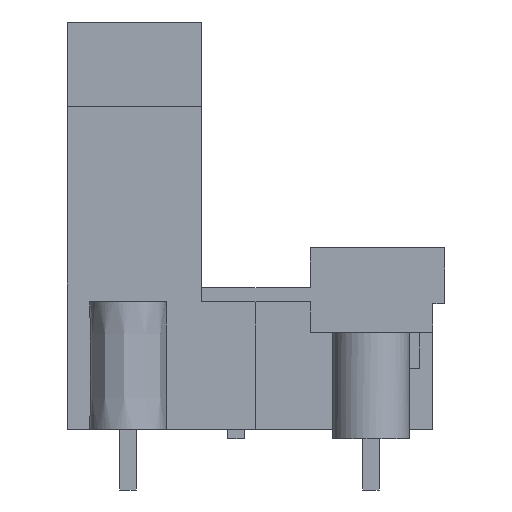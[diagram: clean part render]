
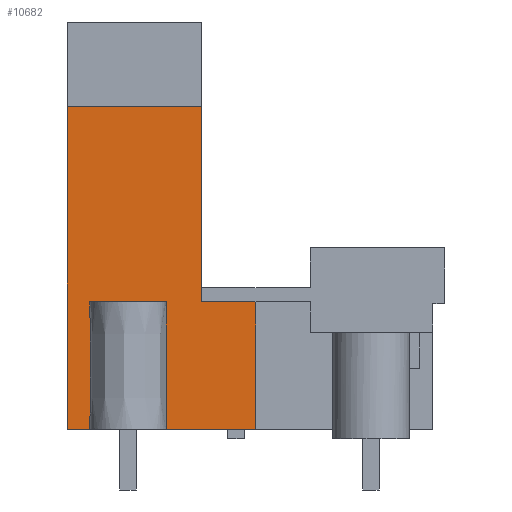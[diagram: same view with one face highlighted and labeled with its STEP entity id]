
A CAD part, left-side view. The second image highlights one B-rep face of the part: STEP entity #10682.
In plain terms, the highlighted planar face has unit normal (-1, 0, 0).
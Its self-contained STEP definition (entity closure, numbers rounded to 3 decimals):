
#10631=AXIS2_PLACEMENT_3D('Plane Axis2P3D',#10628,#10629,#10630) ;
#3735=CARTESIAN_POINT('Line Origine',(3.84,22.779,3.8)) ;
#3739=CARTESIAN_POINT('Vertex',(3.84,23.67,3.8)) ;
#3741=CARTESIAN_POINT('Vertex',(3.84,21.887,3.8)) ;
#3937=CARTESIAN_POINT('Vertex',(3.84,11.84,3.8)) ;
#3940=CARTESIAN_POINT('Line Origine',(3.84,14.846,3.8)) ;
#3944=CARTESIAN_POINT('Vertex',(3.84,17.853,3.8)) ;
#10143=CARTESIAN_POINT('Vertex',(3.84,15.24,12.7)) ;
#10173=CARTESIAN_POINT('Line Origine',(3.84,15.24,12.25)) ;
#10177=CARTESIAN_POINT('Vertex',(3.84,15.24,11.8)) ;
#10201=CARTESIAN_POINT('Vertex',(3.84,11.84,11.8)) ;
#10218=CARTESIAN_POINT('Line Origine',(3.84,13.54,11.8)) ;
#10466=CARTESIAN_POINT('Line Origine',(3.84,23.67,13.93)) ;
#10470=CARTESIAN_POINT('Vertex',(3.84,23.67,24.06)) ;
#10628=CARTESIAN_POINT('Axis2P3D Location',(3.84,23.67,3.2)) ;
#10633=CARTESIAN_POINT('Line Origine',(3.84,15.24,18.38)) ;
#10637=CARTESIAN_POINT('Vertex',(3.84,15.24,24.06)) ;
#10640=CARTESIAN_POINT('Line Origine',(3.84,19.455,24.06)) ;
#10645=CARTESIAN_POINT('Line Origine',(3.84,21.887,7.8)) ;
#10649=CARTESIAN_POINT('Vertex',(3.84,21.887,11.8)) ;
#10652=CARTESIAN_POINT('Line Origine',(3.84,19.87,11.8)) ;
#10656=CARTESIAN_POINT('Vertex',(3.84,17.853,11.8)) ;
#10659=CARTESIAN_POINT('Line Origine',(3.84,17.853,7.8)) ;
#10664=CARTESIAN_POINT('Line Origine',(3.84,11.84,7.8)) ;
#3736=DIRECTION('Vector Direction',(0.,-1.,0.)) ;
#3941=DIRECTION('Vector Direction',(0.,-1.,0.)) ;
#10174=DIRECTION('Vector Direction',(0.,0.,-1.)) ;
#10219=DIRECTION('Vector Direction',(0.,1.,0.)) ;
#10467=DIRECTION('Vector Direction',(0.,0.,1.)) ;
#10629=DIRECTION('Axis2P3D Direction',(-1.,0.,0.)) ;
#10630=DIRECTION('Axis2P3D XDirection',(0.,-1.,0.)) ;
#10634=DIRECTION('Vector Direction',(0.,0.,-1.)) ;
#10641=DIRECTION('Vector Direction',(0.,-1.,0.)) ;
#10646=DIRECTION('Vector Direction',(0.,0.,1.)) ;
#10653=DIRECTION('Vector Direction',(0.,1.,0.)) ;
#10660=DIRECTION('Vector Direction',(0.,0.,1.)) ;
#10665=DIRECTION('Vector Direction',(0.,0.,1.)) ;
#3737=VECTOR('Line Direction',#3736,1.) ;
#3942=VECTOR('Line Direction',#3941,1.) ;
#10175=VECTOR('Line Direction',#10174,1.) ;
#10220=VECTOR('Line Direction',#10219,1.) ;
#10468=VECTOR('Line Direction',#10467,1.) ;
#10635=VECTOR('Line Direction',#10634,1.) ;
#10642=VECTOR('Line Direction',#10641,1.) ;
#10647=VECTOR('Line Direction',#10646,1.) ;
#10654=VECTOR('Line Direction',#10653,1.) ;
#10661=VECTOR('Line Direction',#10660,1.) ;
#10666=VECTOR('Line Direction',#10665,1.) ;
#10670=ORIENTED_EDGE('',*,*,#10639,.F.) ;
#10671=ORIENTED_EDGE('',*,*,#10644,.T.) ;
#10672=ORIENTED_EDGE('',*,*,#10472,.T.) ;
#10673=ORIENTED_EDGE('',*,*,#3743,.T.) ;
#10674=ORIENTED_EDGE('',*,*,#10651,.T.) ;
#10675=ORIENTED_EDGE('',*,*,#10658,.F.) ;
#10676=ORIENTED_EDGE('',*,*,#10663,.F.) ;
#10677=ORIENTED_EDGE('',*,*,#3946,.T.) ;
#10678=ORIENTED_EDGE('',*,*,#10668,.T.) ;
#10679=ORIENTED_EDGE('',*,*,#10222,.T.) ;
#10680=ORIENTED_EDGE('',*,*,#10179,.F.) ;
#10682=ADVANCED_FACE('HOUSING',(#10681),#10632,.T.) ;
#3743=EDGE_CURVE('',#3740,#3742,#3738,.T.) ;
#3946=EDGE_CURVE('',#3945,#3938,#3943,.T.) ;
#10179=EDGE_CURVE('',#10144,#10178,#10176,.T.) ;
#10222=EDGE_CURVE('',#10202,#10178,#10221,.T.) ;
#10472=EDGE_CURVE('',#10471,#3740,#10469,.F.) ;
#10639=EDGE_CURVE('',#10638,#10144,#10636,.T.) ;
#10644=EDGE_CURVE('',#10638,#10471,#10643,.F.) ;
#10651=EDGE_CURVE('',#3742,#10650,#10648,.T.) ;
#10658=EDGE_CURVE('',#10657,#10650,#10655,.T.) ;
#10663=EDGE_CURVE('',#3945,#10657,#10662,.T.) ;
#10668=EDGE_CURVE('',#3938,#10202,#10667,.T.) ;
#10669=EDGE_LOOP('',(#10670,#10671,#10672,#10673,#10674,#10675,#10676,#10677,#10678,#10679,#10680)) ;
#10681=FACE_OUTER_BOUND('',#10669,.T.) ;
#3738=LINE('Line',#3735,#3737) ;
#3943=LINE('Line',#3940,#3942) ;
#10176=LINE('Line',#10173,#10175) ;
#10221=LINE('Line',#10218,#10220) ;
#10469=LINE('Line',#10466,#10468) ;
#10636=LINE('Line',#10633,#10635) ;
#10643=LINE('Line',#10640,#10642) ;
#10648=LINE('Line',#10645,#10647) ;
#10655=LINE('Line',#10652,#10654) ;
#10662=LINE('Line',#10659,#10661) ;
#10667=LINE('Line',#10664,#10666) ;
#10632=PLANE('',#10631) ;
#3740=VERTEX_POINT('',#3739) ;
#3742=VERTEX_POINT('',#3741) ;
#3938=VERTEX_POINT('',#3937) ;
#3945=VERTEX_POINT('',#3944) ;
#10144=VERTEX_POINT('',#10143) ;
#10178=VERTEX_POINT('',#10177) ;
#10202=VERTEX_POINT('',#10201) ;
#10471=VERTEX_POINT('',#10470) ;
#10638=VERTEX_POINT('',#10637) ;
#10650=VERTEX_POINT('',#10649) ;
#10657=VERTEX_POINT('',#10656) ;
